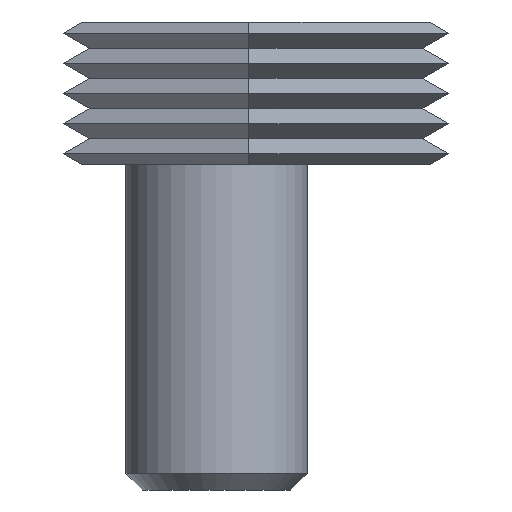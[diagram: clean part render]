
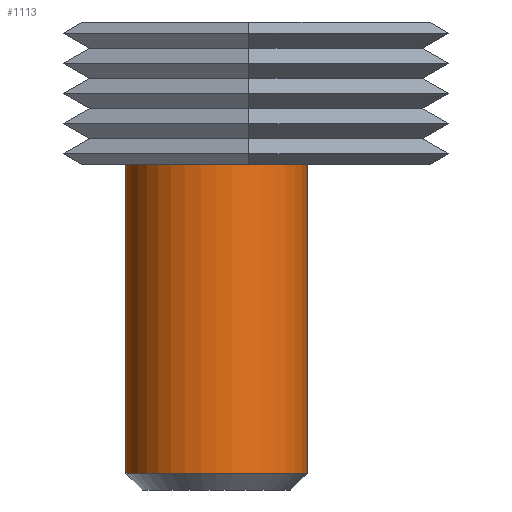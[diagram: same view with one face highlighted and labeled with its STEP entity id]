
A CAD part, left-side view. The second image highlights one B-rep face of the part: STEP entity #1113.
In plain terms, the highlighted cylindrical face has radius 6.35 mm (diameter 12.7 mm), a partial arc.
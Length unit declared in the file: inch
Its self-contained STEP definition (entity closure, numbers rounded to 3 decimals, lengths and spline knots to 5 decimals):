
#1019 = EDGE_LOOP ( 'NONE', ( #1030, #1115, #1109, #1095 ) ) ;
#1030 = ORIENTED_EDGE ( 'NONE', *, *, #1127, .T. ) ;
#1053 = VERTEX_POINT ( 'NONE', #6387 ) ;
#1095 = ORIENTED_EDGE ( 'NONE', *, *, #1119, .F. ) ;
#1109 = ORIENTED_EDGE ( 'NONE', *, *, #1117, .F. ) ;
#1111 = VERTEX_POINT ( 'NONE', #6516 ) ;
#1113 = ADVANCED_FACE ( 'NONE', ( #6497 ), #6466, .T. ) ;
#1114 = VERTEX_POINT ( 'NONE', #6498 ) ;
#1115 = ORIENTED_EDGE ( 'NONE', *, *, #1123, .T. ) ;
#1116 = VERTEX_POINT ( 'NONE', #6550 ) ;
#1117 = EDGE_CURVE ( 'NONE', #1116, #1111, #6548, .T. ) ;
#1119 = EDGE_CURVE ( 'NONE', #1053, #1116, #6546, .T. ) ;
#1123 = EDGE_CURVE ( 'NONE', #1114, #1111, #6535, .T. ) ;
#1127 = EDGE_CURVE ( 'NONE', #1053, #1114, #6526, .T. ) ;
#6387 = CARTESIAN_POINT ( 'NONE',  ( 1.2192, 0., 0.25 ) ) ;
#6466 = CYLINDRICAL_SURFACE ( 'NONE', #6499, 0.25 ) ;
#6497 = FACE_OUTER_BOUND ( 'NONE', #1019, .T. ) ;
#6498 = CARTESIAN_POINT ( 'NONE',  ( 1.2192, 0., -0.25 ) ) ;
#6499 = AXIS2_PLACEMENT_3D ( 'NONE', #6514, #6513, #6512 ) ;
#6500 = CARTESIAN_POINT ( 'NONE',  ( 0.265, 0., 0. ) ) ;
#6512 = DIRECTION ( 'NONE',  ( 0., 0., 1. ) ) ;
#6513 = DIRECTION ( 'NONE',  ( -1., 0., 0. ) ) ;
#6514 = CARTESIAN_POINT ( 'NONE',  ( 0., 0., 0. ) ) ;
#6516 = CARTESIAN_POINT ( 'NONE',  ( 0.265, 0., -0.25 ) ) ;
#6524 = DIRECTION ( 'NONE',  ( 0., 0., 1. ) ) ;
#6525 = DIRECTION ( 'NONE',  ( -1., 0., 0. ) ) ;
#6526 = CIRCLE ( 'NONE', #6540, 0.25 ) ;
#6529 = DIRECTION ( 'NONE',  ( -1., 0., 0. ) ) ;
#6530 = VECTOR ( 'NONE', #6529, 39.37008 ) ;
#6533 = CARTESIAN_POINT ( 'NONE',  ( 1.2192, 0., 0. ) ) ;
#6534 = CARTESIAN_POINT ( 'NONE',  ( 0., 0., -0.25 ) ) ;
#6535 = LINE ( 'NONE', #6534, #6530 ) ;
#6537 = DIRECTION ( 'NONE',  ( -1., 0., 0. ) ) ;
#6538 = VECTOR ( 'NONE', #6537, 39.37008 ) ;
#6540 = AXIS2_PLACEMENT_3D ( 'NONE', #6533, #6525, #6524 ) ;
#6541 = DIRECTION ( 'NONE',  ( 0., 0., 1. ) ) ;
#6542 = DIRECTION ( 'NONE',  ( -1., 0., 0. ) ) ;
#6545 = CARTESIAN_POINT ( 'NONE',  ( 0., 0., 0.25 ) ) ;
#6546 = LINE ( 'NONE', #6545, #6538 ) ;
#6548 = CIRCLE ( 'NONE', #6551, 0.25 ) ;
#6550 = CARTESIAN_POINT ( 'NONE',  ( 0.265, 0., 0.25 ) ) ;
#6551 = AXIS2_PLACEMENT_3D ( 'NONE', #6500, #6542, #6541 ) ;
